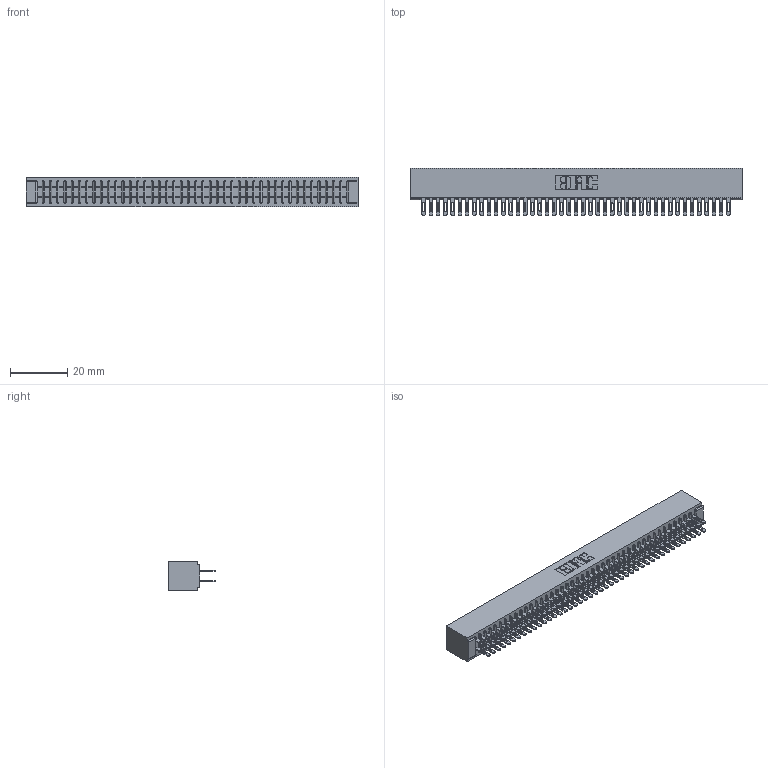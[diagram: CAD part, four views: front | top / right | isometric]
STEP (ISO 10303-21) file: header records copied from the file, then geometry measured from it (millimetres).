
FILE_DESCRIPTION (( 'STEP AP203' ), '1' );
FILE_NAME ('341-086-500-201.STEP', '2018-08-07T22:54:07', ( '' ), ( '' ), 'SwSTEP 2.0', 'SolidWorks 2016', '' );
FILE_SCHEMA (( 'CONFIG_CONTROL_DESIGN' ));
Length unit declared in the file: inch
Products named in the file (3): 341 Part_No Mounting Lugs; 341-292-001_341-292-100; 341-086-500-201
Assembly tree (87 placements, depth 2):
  341-086-500-201
    341 Part_No Mounting Lugs
    341-292-001_341-292-100  x86
Bounding box: 116.2 x 16.69 x 10.16 mm (x, y, z)
Volume: 8928.9 mm3; surface area: 17260.9 mm2
Topology: 87 solids, 87 shells, 5784 faces, 16761 edges, 10854 vertices
Faces by surface type: plane 3332, cylinder 2280, sphere 88, torus 84
Entity records: 51636 total; most frequent: CARTESIAN_POINT 8581, ORIENTED_EDGE 8526, DIRECTION 8329, EDGE_CURVE 4263, LINE 3445, VECTOR 3445, VERTEX_POINT 2694, AXIS2_PLACEMENT_3D 2442
